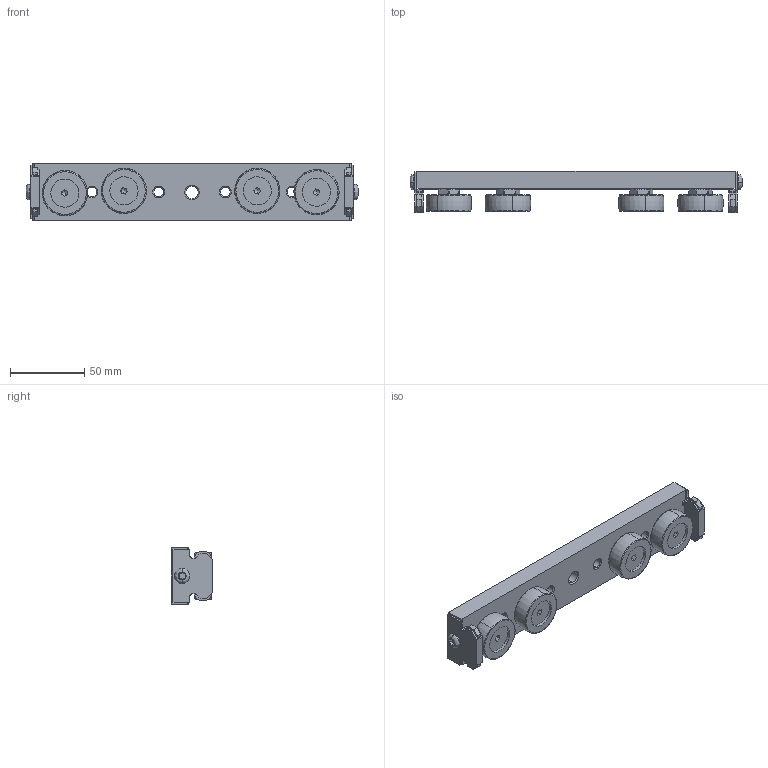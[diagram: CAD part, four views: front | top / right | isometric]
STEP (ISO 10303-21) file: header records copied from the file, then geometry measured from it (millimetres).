
FILE_DESCRIPTION (( 'STEP AP203' ), '1' );
FILE_NAME ('LUC-2-4W.step', '2024-05-13T17:23:33', ( '' ), ( '' ), 'SwSTEP 2.0', 'SolidWorks 2023', '' );
FILE_SCHEMA (( 'CONFIG_CONTROL_DESIGN' ));
Length unit declared in the file: millimetre
Products named in the file (1): LUC-2-4W
Bounding box: 224.15 x 27.69 x 38 mm (x, y, z)
Volume: 128501.9 mm3; surface area: 45424.8 mm2
Topology: 9 solids, 9 shells, 658 faces, 1625 edges, 1012 vertices
Faces by surface type: plane 264, cylinder 182, cone 156, bspline 48, torus 8
Entity records: 20542 total; most frequent: CARTESIAN_POINT 4972, DIRECTION 3299, ORIENTED_EDGE 3226, EDGE_CURVE 1613, AXIS2_PLACEMENT_3D 1259, VERTEX_POINT 1012, LINE 781, VECTOR 781
